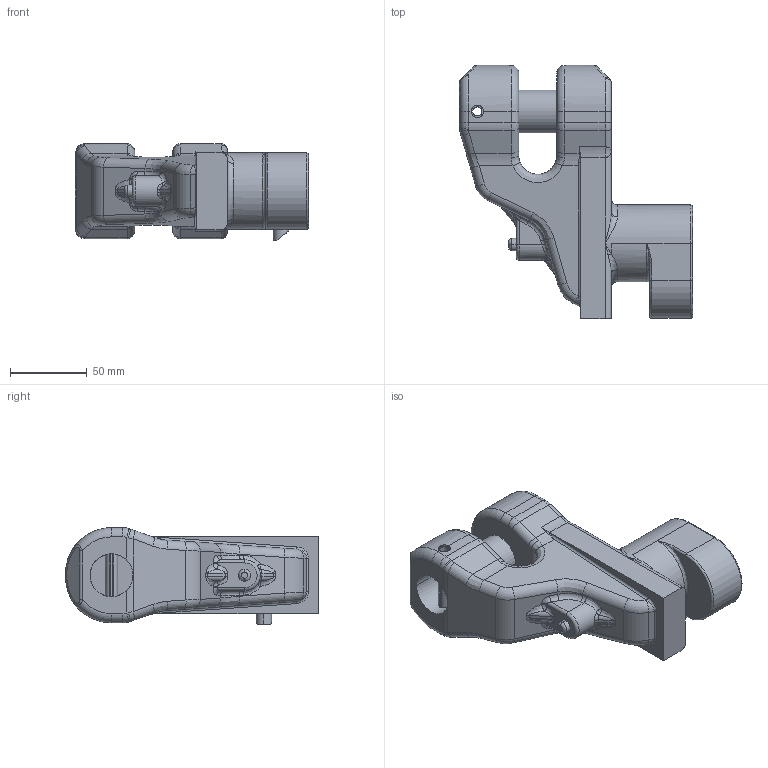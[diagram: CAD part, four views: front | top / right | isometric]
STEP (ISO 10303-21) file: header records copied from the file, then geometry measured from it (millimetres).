
FILE_DESCRIPTION((''),'2;1');
FILE_NAME('2656_MA_3VCH-SL_22','2014-11-24T',('Andreas.Wendler'),(''),'PRO/ENGINEER BY PARAMETRIC TECHNOLOGY CORPORATION, 2010140','PRO/ENGINEER BY PARAMETRIC TECHNOLOGY CORPORATION, 2010140','');
FILE_SCHEMA(('CONFIG_CONTROL_DESIGN'));
Length unit declared in the file: millimetre
Products named in the file (1): 2656_MA_3VCH-SL_22
Bounding box: 152 x 165 x 63 mm (x, y, z)
Volume: 613648.6 mm3; surface area: 65808.4 mm2
Topology: 1 solids, 1 shells, 232 faces, 545 edges, 314 vertices
Faces by surface type: cylinder 98, bspline 52, plane 45, torus 37
Entity records: 9454 total; most frequent: CARTESIAN_POINT 4460, ORIENTED_EDGE 1090, DIRECTION 978, EDGE_CURVE 545, AXIS2_PLACEMENT_3D 392, VERTEX_POINT 314, EDGE_LOOP 239, FACE_OUTER_BOUND 232
